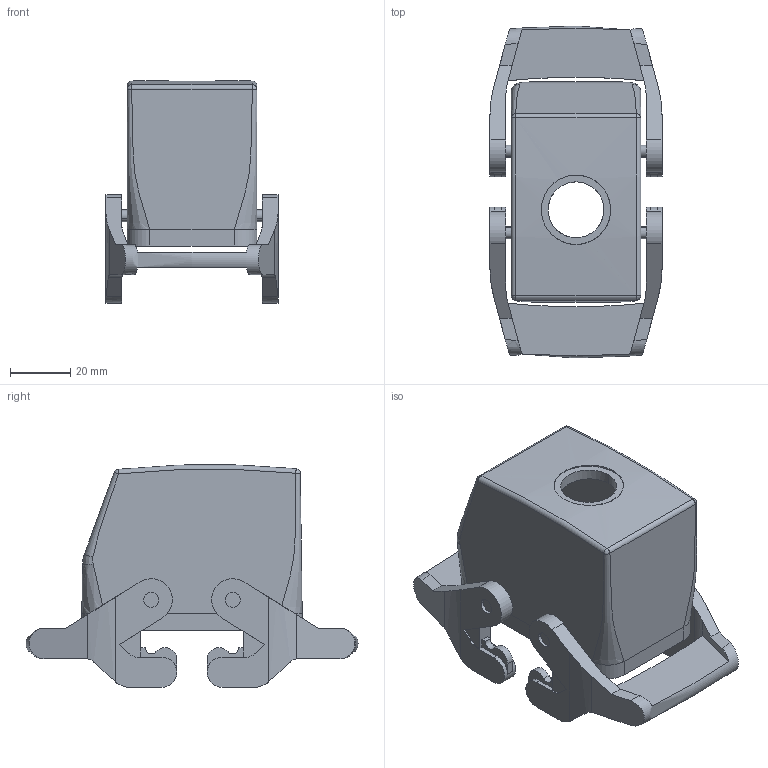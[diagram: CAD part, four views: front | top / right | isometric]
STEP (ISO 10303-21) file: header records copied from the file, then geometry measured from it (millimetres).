
FILE_DESCRIPTION(('CATIA V5 STEP Exchange','CAx-IF Rec.Pracs.--- Model Styling and Organization---1.4--- 2014-01-23'),'2;1');
FILE_NAME ('421425-4_2', '2019-11-13T06:45:20+00:00', ('none'), ('Weidmueller'), 'CATIA Version 5-6 Release 2016 SP3 HF44', 'CATIA V5 STEP AP214', 'none');
FILE_SCHEMA(('AUTOMOTIVE_DESIGN { 1 0 10303 214 1 1 1 1 }'));
Length unit declared in the file: millimetre
Products named in the file (1): 2559860000
Bounding box: 57 x 110 x 73.8 mm (x, y, z)
Volume: 76921.8 mm3; surface area: 42646.1 mm2
Topology: 2 solids, 2 shells, 255 faces, 673 edges, 438 vertices
Faces by surface type: plane 144, cylinder 95, bspline 12, torus 4
Entity records: 8944 total; most frequent: CARTESIAN_POINT 3198, ORIENTED_EDGE 1346, DIRECTION 876, EDGE_CURVE 673, VERTEX_POINT 438, VECTOR 381, LINE 381, AXIS2_PLACEMENT_3D 345
